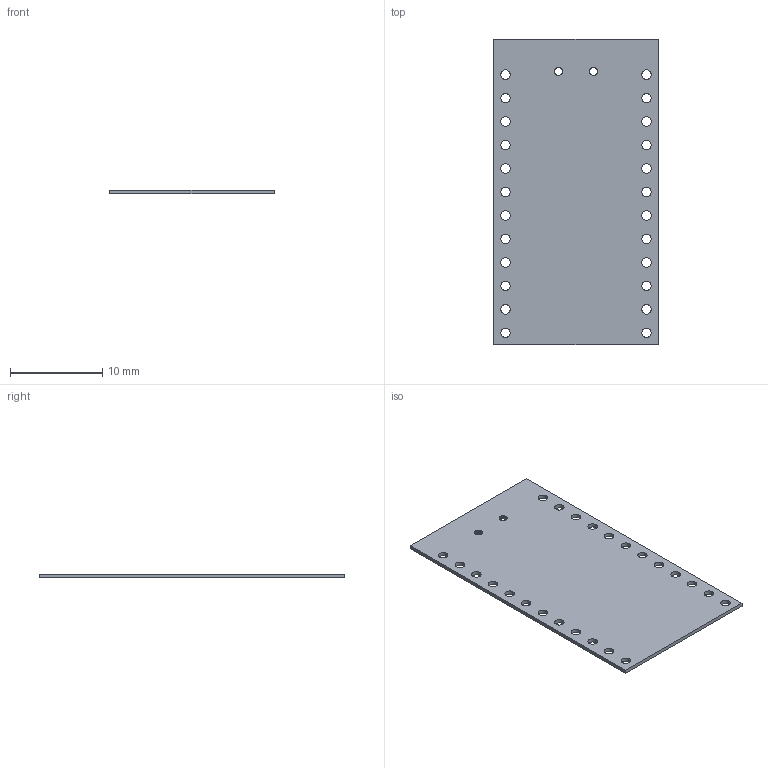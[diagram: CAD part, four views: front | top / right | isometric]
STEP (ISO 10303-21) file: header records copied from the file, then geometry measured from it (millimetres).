
FILE_DESCRIPTION(('Open CASCADE Model'),'2;1');
FILE_NAME('Open CASCADE Shape Model','2021-11-30T14:39:49',('Author'),( 'Open CASCADE'),'Open CASCADE STEP processor 6.8','Open CASCADE 6.8' ,'Unknown');
FILE_SCHEMA(('AUTOMOTIVE_DESIGN { 1 0 10303 214 1 1 1 1 }'));
Length unit declared in the file: millimetre
Products named in the file (3): PCB; BoardSparkFun_Pro_Micro_v13a; Open CASCADE STEP translator 6.8 1.1.1
Assembly tree (2 placements, depth 3):
  PCB
    BoardSparkFun_Pro_Micro_v13a
      Open CASCADE STEP translator 6.8 1.1.1
Bounding box: 17.78 x 33.02 x 0.41 mm (x, y, z)
Volume: 232.5 mm3; surface area: 1208.3 mm2
Topology: 1 solids, 1 shells, 158 faces, 468 edges, 312 vertices
Faces by surface type: plane 134, cylinder 24
Full cylindrical faces by diameter (mm): 1.016 x24
Entity records: 5381 total; most frequent: CARTESIAN_POINT 941, ORIENTED_EDGE 936, DIRECTION 838, EDGE_CURVE 468, LINE 420, VECTOR 420, VERTEX_POINT 312, FACE_BOUND 210
